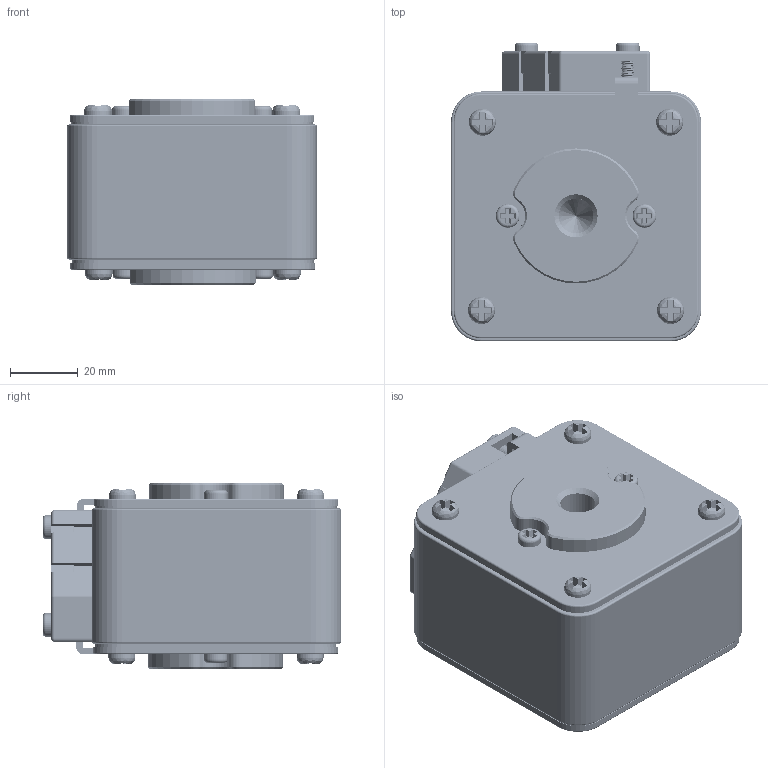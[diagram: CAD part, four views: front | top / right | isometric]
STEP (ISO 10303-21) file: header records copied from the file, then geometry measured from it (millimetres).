
FILE_DESCRIPTION(/* description */ (''),/* implementation_level */ '2;1');
FILE_NAME(/* name */ 'CDRSM-800D.prt.stp',/* time_stamp */ '2025-03-14T15:42:01+08:00',/* author */ (''),/* organization */ (''),/* preprocessor_version */ 'ST-DEVELOPER v16',/* originating_system */ 'SIEMENS PLM Software NX 10.0',/* authorisation */ '');
FILE_SCHEMA (('CONFIG_CONTROL_DESIGN'));
Products named in the file (1): CDRSM-800D
Bounding box: 74 x 88.5 x 55 mm (x, y, z)
Volume: 178472.7 mm3; surface area: 84983.5 mm2
Topology: 23 solids, 23 shells, 850 faces, 2230 edges, 1445 vertices
Faces by surface type: plane 460, cylinder 230, cone 56, bspline 54, torus 42, sphere 8
Full cylindrical faces by diameter (mm): 1 x1, 3 x1, 3.3 x12, 4 x1, 4.2 x1, 4.3 x4, 5 x18, 5.5 x8, 7 x6, 8 x8, 9.5 x1, 10 x2, 10.3 x2, 14 x2, 14.6 x1, 16 x1, 50 x2
Entity records: 88658 total; most frequent: CARTESIAN_POINT 68850, ORIENTED_EDGE 4064, DIRECTION 3874, EDGE_CURVE 2032, AXIS2_PLACEMENT_3D 1428, VERTEX_POINT 1384, EDGE_LOOP 1070, LINE 1018
